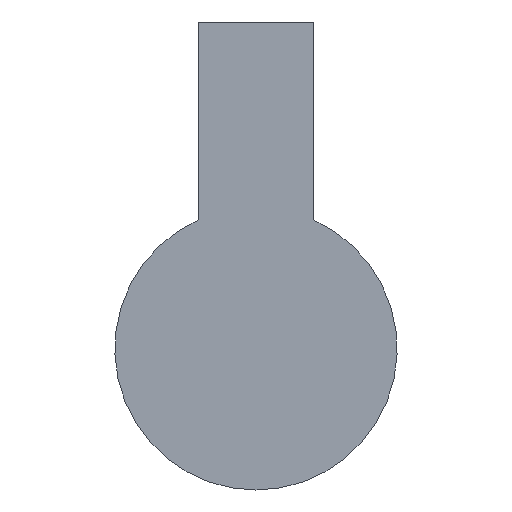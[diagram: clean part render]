
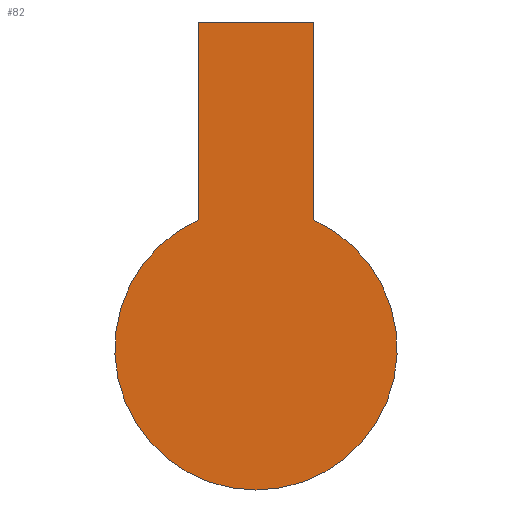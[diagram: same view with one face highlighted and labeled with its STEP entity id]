
A CAD part, front view. The second image highlights one B-rep face of the part: STEP entity #82.
In plain terms, the highlighted planar face has unit normal (0, -1, 0).
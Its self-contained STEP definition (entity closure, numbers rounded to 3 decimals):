
#1=DIRECTION('',(0.,0.,1.));
#2=VECTOR('',#1,117.205);
#3=CARTESIAN_POINT('',(-34.165,0.,35.278));
#4=LINE('',#3,#2);
#5=DIRECTION('',(1.,0.,0.));
#6=VECTOR('',#5,68.33);
#7=CARTESIAN_POINT('',(-34.165,0.,152.483));
#8=LINE('',#7,#6);
#9=DIRECTION('',(0.,0.,-1.));
#10=VECTOR('',#9,117.205);
#11=CARTESIAN_POINT('',(34.165,0.,152.483));
#12=LINE('',#11,#10);
#13=CARTESIAN_POINT('',(0.,0.,-40.998));
#14=DIRECTION('',(0.,1.,0.));
#15=DIRECTION('',(0.409,0.,0.913));
#16=AXIS2_PLACEMENT_3D('',#13,#14,#15);
#51=CARTESIAN_POINT('',(-34.165,0.,35.278));
#52=CARTESIAN_POINT('',(-34.165,0.,152.483));
#53=VERTEX_POINT('',#51);
#54=VERTEX_POINT('',#52);
#55=CARTESIAN_POINT('',(34.165,0.,152.483));
#56=VERTEX_POINT('',#55);
#57=CARTESIAN_POINT('',(34.165,0.,35.278));
#58=VERTEX_POINT('',#57);
#67=CARTESIAN_POINT('',(0.,0.,0.));
#68=DIRECTION('',(0.,1.,0.));
#69=DIRECTION('',(1.,0.,0.));
#70=AXIS2_PLACEMENT_3D('',#67,#68,#69);
#71=PLANE('',#70);
#73=ORIENTED_EDGE('',*,*,#72,.T.);
#75=ORIENTED_EDGE('',*,*,#74,.T.);
#77=ORIENTED_EDGE('',*,*,#76,.T.);
#79=ORIENTED_EDGE('',*,*,#78,.T.);
#80=EDGE_LOOP('',(#73,#75,#77,#79));
#81=FACE_OUTER_BOUND('',#80,.F.);
#82=ADVANCED_FACE('',(#81),#71,.F.);
#17=CIRCLE('',#16,83.577);
#72=EDGE_CURVE('',#53,#54,#4,.T.);
#74=EDGE_CURVE('',#54,#56,#8,.T.);
#76=EDGE_CURVE('',#56,#58,#12,.T.);
#78=EDGE_CURVE('',#58,#53,#17,.T.);
